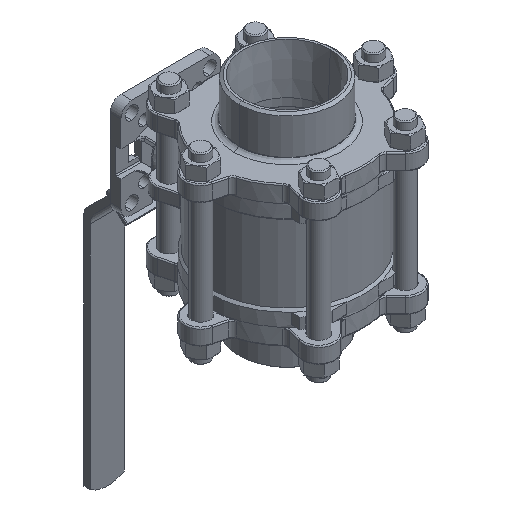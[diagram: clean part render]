
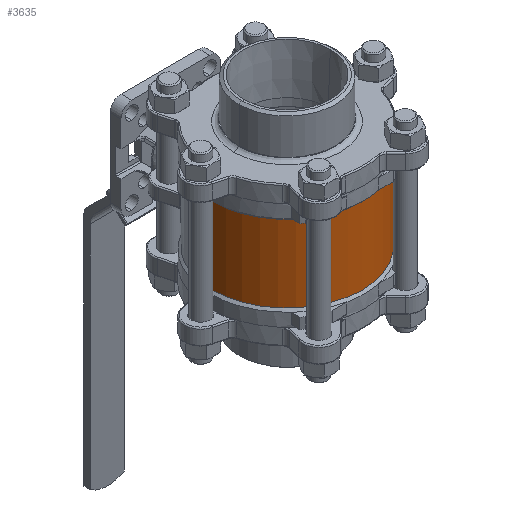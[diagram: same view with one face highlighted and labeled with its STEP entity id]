
A CAD part, isometric view. The second image highlights one B-rep face of the part: STEP entity #3635.
In plain terms, the highlighted cylindrical face has radius 69.5 mm (diameter 139 mm), a partial arc.
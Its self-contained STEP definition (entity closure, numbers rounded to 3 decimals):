
#3018 = VERTEX_POINT ( 'NONE', #9732 ) ;
#3019 = VERTEX_POINT ( 'NONE', #9731 ) ;
#3085 = VERTEX_POINT ( 'NONE', #9855 ) ;
#3087 = VERTEX_POINT ( 'NONE', #9854 ) ;
#3266 = EDGE_CURVE ( 'NONE', #3085, #3019, #10386, .T. ) ;
#3269 = EDGE_CURVE ( 'NONE', #3087, #3018, #10382, .T. ) ;
#3613 = ORIENTED_EDGE ( 'NONE', *, *, #3614, .F. ) ;
#3614 = EDGE_CURVE ( 'NONE', #3019, #3018, #11272, .T. ) ;
#3635 = ADVANCED_FACE ( 'NONE', ( #11370 ), #11369, .T. ) ;
#3636 = EDGE_LOOP ( 'NONE', ( #3637, #3638, #3640, #3613 ) ) ;
#3637 = ORIENTED_EDGE ( 'NONE', *, *, #3266, .F. ) ;
#3638 = ORIENTED_EDGE ( 'NONE', *, *, #3639, .F. ) ;
#3639 = EDGE_CURVE ( 'NONE', #3087, #3085, #11364, .T. ) ;
#3640 = ORIENTED_EDGE ( 'NONE', *, *, #3269, .T. ) ;
#9731 = CARTESIAN_POINT ( 'NONE',  ( 69.5, 0., -35.5 ) ) ;
#9732 = CARTESIAN_POINT ( 'NONE',  ( -69.5, 0., -35.5 ) ) ;
#9854 = CARTESIAN_POINT ( 'NONE',  ( -69.5, 0., 35.5 ) ) ;
#9855 = CARTESIAN_POINT ( 'NONE',  ( 69.5, 0., 35.5 ) ) ;
#10379 = DIRECTION ( 'NONE',  ( 0., 0., -1. ) ) ;
#10380 = VECTOR ( 'NONE', #10379, 1000. ) ;
#10381 = CARTESIAN_POINT ( 'NONE',  ( -69.5, 0., 35.5 ) ) ;
#10382 = LINE ( 'NONE', #10381, #10380 ) ;
#10383 = DIRECTION ( 'NONE',  ( 0., 0., -1. ) ) ;
#10384 = VECTOR ( 'NONE', #10383, 1000. ) ;
#10385 = CARTESIAN_POINT ( 'NONE',  ( 69.5, 0., 35.5 ) ) ;
#10386 = LINE ( 'NONE', #10385, #10384 ) ;
#11269 = DIRECTION ( 'NONE',  ( 0., 0., -1. ) ) ;
#11270 = CARTESIAN_POINT ( 'NONE',  ( 0., 0., -35.5 ) ) ;
#11271 = AXIS2_PLACEMENT_3D ( 'NONE', #11270, #11269, #11305 ) ;
#11272 = CIRCLE ( 'NONE', #11271, 69.5 ) ;
#11305 = DIRECTION ( 'NONE',  ( -1., 0., 0. ) ) ;
#11360 = DIRECTION ( 'NONE',  ( 1., 0., 0. ) ) ;
#11361 = DIRECTION ( 'NONE',  ( 0., 0., 1. ) ) ;
#11362 = CARTESIAN_POINT ( 'NONE',  ( 0., 0., 35.5 ) ) ;
#11363 = AXIS2_PLACEMENT_3D ( 'NONE', #11362, #11361, #11360 ) ;
#11364 = CIRCLE ( 'NONE', #11363, 69.5 ) ;
#11365 = DIRECTION ( 'NONE',  ( -1., 0., 0. ) ) ;
#11366 = DIRECTION ( 'NONE',  ( 0., 0., -1. ) ) ;
#11367 = CARTESIAN_POINT ( 'NONE',  ( 0., 0., 35.5 ) ) ;
#11368 = AXIS2_PLACEMENT_3D ( 'NONE', #11367, #11366, #11365 ) ;
#11369 = CYLINDRICAL_SURFACE ( 'NONE', #11368, 69.5 ) ;
#11370 = FACE_OUTER_BOUND ( 'NONE', #3636, .T. ) ;
